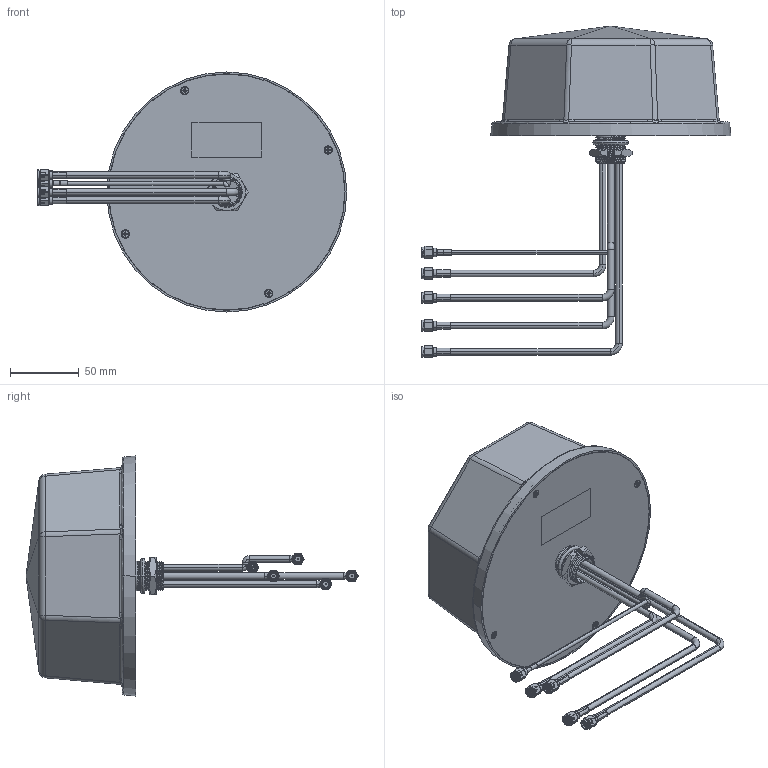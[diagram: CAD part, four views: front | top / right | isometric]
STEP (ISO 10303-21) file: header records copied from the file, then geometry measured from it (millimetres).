
FILE_DESCRIPTION (( 'STEP AP214' ), '1' );
FILE_NAME ('FMANOM1102_3D.step', '2023-03-13T19:49:33', ( '' ), ( '' ), 'SwSTEP 2.0', 'SolidWorks 2022', '' );
FILE_SCHEMA (( 'AUTOMOTIVE_DESIGN' ));
Length unit declared in the file: inch
Products named in the file (10): CB441YD_01(2)^FMANOM1102; KA3X10(2)^FMANOM1102; CB421YD_01(2)^FMANOM1102; PE4215^FMANOM1102; CB421YD_02(2)^FMANOM1102; LUOMU_M22(2)^FMANOM1102; FMANOM1102_3D; O-26X3(2)^FMANOM1102; PE4003^FMANOM1102; wires^FMANOM1102
Assembly tree (15 placements, depth 2):
  FMANOM1102_3D
    CB441YD_01(2)^FMANOM1102
    CB421YD_01(2)^FMANOM1102
    CB421YD_02(2)^FMANOM1102
    KA3X10(2)^FMANOM1102  x4
    O-26X3(2)^FMANOM1102
    LUOMU_M22(2)^FMANOM1102
    wires^FMANOM1102
    PE4003^FMANOM1102
    PE4215^FMANOM1102  x4
Bounding box: 225.71 x 242.06 x 175 mm (x, y, z)
Volume: 196409 mm3; surface area: 189629.7 mm2
Topology: 25 solids, 25 shells, 1119 faces, 2670 edges, 1644 vertices
Faces by surface type: cylinder 432, plane 260, cone 230, bspline 125, torus 64, sphere 8
Entity records: 31002 total; most frequent: CARTESIAN_POINT 16347, ORIENTED_EDGE 3092, DIRECTION 2658, EDGE_CURVE 1546, AXIS2_PLACEMENT_3D 1107, VERTEX_POINT 945, EDGE_LOOP 703, ADVANCED_FACE 657
